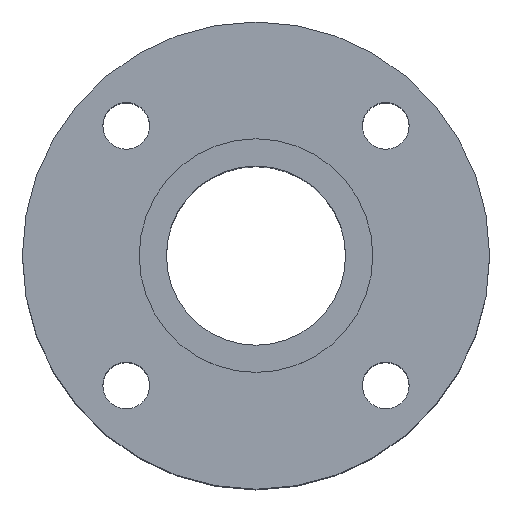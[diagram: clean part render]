
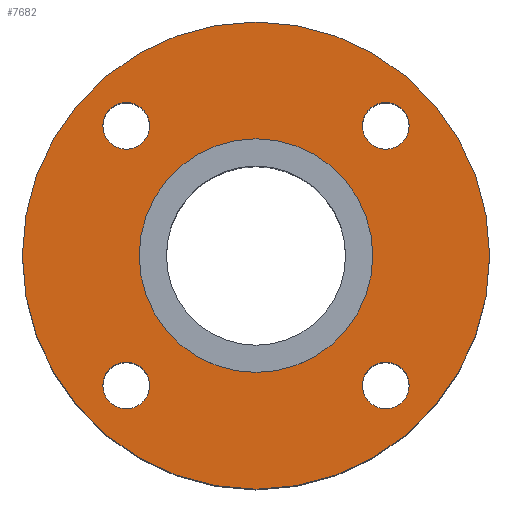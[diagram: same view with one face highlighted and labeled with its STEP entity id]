
A CAD part, top view. The second image highlights one B-rep face of the part: STEP entity #7682.
In plain terms, the highlighted planar face has unit normal (0, 0, 1).
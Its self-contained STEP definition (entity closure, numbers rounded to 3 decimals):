
#19 = AXIS2_PLACEMENT_3D ( 'NONE', #28226, #10128, #5274 ) ;
#98 = ORIENTED_EDGE ( 'NONE', *, *, #1688, .F. ) ;
#299 = ORIENTED_EDGE ( 'NONE', *, *, #26086, .F. ) ;
#366 = CARTESIAN_POINT ( 'NONE',  ( 0., 0., -0.5 ) ) ;
#509 = DIRECTION ( 'NONE',  ( 0., 0., 1. ) ) ;
#1368 = EDGE_CURVE ( 'NONE', #5162, #25490, #5949, .T. ) ;
#1560 = FACE_BOUND ( 'NONE', #12489, .T. ) ;
#1655 = VERTEX_POINT ( 'NONE', #20885 ) ;
#1688 = EDGE_CURVE ( 'NONE', #26799, #28309, #9721, .T. ) ;
#1719 = DIRECTION ( 'NONE',  ( 0., 0., 1. ) ) ;
#2057 = ORIENTED_EDGE ( 'NONE', *, *, #23900, .T. ) ;
#2307 = CARTESIAN_POINT ( 'NONE',  ( 31.891, 38.891, -0.5 ) ) ;
#2853 = CIRCLE ( 'NONE', #6607, 7. ) ;
#3427 = DIRECTION ( 'NONE',  ( 0., 0., 1. ) ) ;
#3692 = CARTESIAN_POINT ( 'NONE',  ( 70., 0., -0.5 ) ) ;
#4172 = DIRECTION ( 'NONE',  ( 0., 1., 0. ) ) ;
#4197 = AXIS2_PLACEMENT_3D ( 'NONE', #18935, #21140, #18792 ) ;
#4747 = ORIENTED_EDGE ( 'NONE', *, *, #22697, .T. ) ;
#5134 = AXIS2_PLACEMENT_3D ( 'NONE', #15584, #1719, #10718 ) ;
#5162 = VERTEX_POINT ( 'NONE', #22157 ) ;
#5274 = DIRECTION ( 'NONE',  ( -1., 0., 0. ) ) ;
#5949 = CIRCLE ( 'NONE', #6870, 35. ) ;
#6518 = CIRCLE ( 'NONE', #5134, 35. ) ;
#6607 = AXIS2_PLACEMENT_3D ( 'NONE', #24712, #12781, #21779 ) ;
#6870 = AXIS2_PLACEMENT_3D ( 'NONE', #21560, #23486, #16564 ) ;
#7263 = CIRCLE ( 'NONE', #11001, 70. ) ;
#7682 = ADVANCED_FACE ( 'NONE', ( #21772, #8493, #1560, #8788, #17934, #15282 ), #29116, .F. ) ;
#8175 = DIRECTION ( 'NONE',  ( 1., 0., 0. ) ) ;
#8438 = VERTEX_POINT ( 'NONE', #26019 ) ;
#8493 = FACE_BOUND ( 'NONE', #14129, .T. ) ;
#8788 = FACE_BOUND ( 'NONE', #28876, .T. ) ;
#9125 = ORIENTED_EDGE ( 'NONE', *, *, #11534, .F. ) ;
#9653 = ORIENTED_EDGE ( 'NONE', *, *, #24437, .F. ) ;
#9721 = CIRCLE ( 'NONE', #22905, 7. ) ;
#10128 = DIRECTION ( 'NONE',  ( 0., 0., 1. ) ) ;
#10209 = DIRECTION ( 'NONE',  ( 0., 0., 1. ) ) ;
#10349 = CARTESIAN_POINT ( 'NONE',  ( 38.891, -38.891, -0.5 ) ) ;
#10677 = CARTESIAN_POINT ( 'NONE',  ( 31.891, -38.891, -0.5 ) ) ;
#10718 = DIRECTION ( 'NONE',  ( 1., 0., 0. ) ) ;
#10768 = DIRECTION ( 'NONE',  ( 0., 0., 1. ) ) ;
#10851 = ORIENTED_EDGE ( 'NONE', *, *, #1368, .F. ) ;
#10914 = DIRECTION ( 'NONE',  ( 0., -1., 0. ) ) ;
#10970 = EDGE_LOOP ( 'NONE', ( #17334, #10851 ) ) ;
#11001 = AXIS2_PLACEMENT_3D ( 'NONE', #19206, #10209, #16556 ) ;
#11149 = DIRECTION ( 'NONE',  ( -1., 0., 0. ) ) ;
#11212 = CIRCLE ( 'NONE', #16874, 7. ) ;
#11230 = CARTESIAN_POINT ( 'NONE',  ( -45.891, 38.891, -0.5 ) ) ;
#11534 = EDGE_CURVE ( 'NONE', #13277, #16369, #15703, .T. ) ;
#11777 = CIRCLE ( 'NONE', #19757, 7. ) ;
#12489 = EDGE_LOOP ( 'NONE', ( #9125, #14914 ) ) ;
#12781 = DIRECTION ( 'NONE',  ( 0., 0., 1. ) ) ;
#13073 = AXIS2_PLACEMENT_3D ( 'NONE', #21868, #28775, #4172 ) ;
#13277 = VERTEX_POINT ( 'NONE', #19410 ) ;
#13574 = VERTEX_POINT ( 'NONE', #3692 ) ;
#13813 = AXIS2_PLACEMENT_3D ( 'NONE', #25613, #21490, #28104 ) ;
#13976 = AXIS2_PLACEMENT_3D ( 'NONE', #26609, #17488, #11149 ) ;
#14129 = EDGE_LOOP ( 'NONE', ( #299, #24761 ) ) ;
#14245 = EDGE_LOOP ( 'NONE', ( #9653, #14953 ) ) ;
#14369 = EDGE_CURVE ( 'NONE', #16369, #13277, #23906, .T. ) ;
#14914 = ORIENTED_EDGE ( 'NONE', *, *, #14369, .F. ) ;
#14953 = ORIENTED_EDGE ( 'NONE', *, *, #22827, .F. ) ;
#15282 = FACE_OUTER_BOUND ( 'NONE', #20447, .T. ) ;
#15478 = EDGE_CURVE ( 'NONE', #28309, #26799, #11212, .T. ) ;
#15584 = CARTESIAN_POINT ( 'NONE',  ( 0., 0., -0.5 ) ) ;
#15695 = DIRECTION ( 'NONE',  ( 1., 0., 0. ) ) ;
#15703 = CIRCLE ( 'NONE', #13813, 7. ) ;
#16021 = AXIS2_PLACEMENT_3D ( 'NONE', #366, #509, #15695 ) ;
#16030 = VERTEX_POINT ( 'NONE', #10677 ) ;
#16369 = VERTEX_POINT ( 'NONE', #11230 ) ;
#16556 = DIRECTION ( 'NONE',  ( 1., 0., 0. ) ) ;
#16564 = DIRECTION ( 'NONE',  ( 1., 0., 0. ) ) ;
#16874 = AXIS2_PLACEMENT_3D ( 'NONE', #16994, #3427, #17131 ) ;
#16878 = DIRECTION ( 'NONE',  ( 0., 0., 1. ) ) ;
#16994 = CARTESIAN_POINT ( 'NONE',  ( 38.891, 38.891, -0.5 ) ) ;
#17009 = EDGE_CURVE ( 'NONE', #25490, #5162, #6518, .T. ) ;
#17131 = DIRECTION ( 'NONE',  ( 1., 0., 0. ) ) ;
#17334 = ORIENTED_EDGE ( 'NONE', *, *, #17009, .F. ) ;
#17488 = DIRECTION ( 'NONE',  ( 0., 0., -1. ) ) ;
#17843 = CIRCLE ( 'NONE', #19, 7. ) ;
#17890 = CIRCLE ( 'NONE', #16021, 70. ) ;
#17934 = FACE_BOUND ( 'NONE', #10970, .T. ) ;
#18792 = DIRECTION ( 'NONE',  ( -1., 0., 0. ) ) ;
#18935 = CARTESIAN_POINT ( 'NONE',  ( -38.891, -38.891, -0.5 ) ) ;
#19206 = CARTESIAN_POINT ( 'NONE',  ( 0., 0., -0.5 ) ) ;
#19251 = CARTESIAN_POINT ( 'NONE',  ( 38.891, 38.891, -0.5 ) ) ;
#19410 = CARTESIAN_POINT ( 'NONE',  ( -31.891, 38.891, -0.5 ) ) ;
#19757 = AXIS2_PLACEMENT_3D ( 'NONE', #10349, #10768, #10914 ) ;
#20447 = EDGE_LOOP ( 'NONE', ( #2057, #4747 ) ) ;
#20485 = VERTEX_POINT ( 'NONE', #27644 ) ;
#20512 = CARTESIAN_POINT ( 'NONE',  ( 35., 0., -0.5 ) ) ;
#20885 = CARTESIAN_POINT ( 'NONE',  ( -70., 0., -0.5 ) ) ;
#21140 = DIRECTION ( 'NONE',  ( 0., 0., 1. ) ) ;
#21490 = DIRECTION ( 'NONE',  ( 0., 0., 1. ) ) ;
#21560 = CARTESIAN_POINT ( 'NONE',  ( 0., 0., -0.5 ) ) ;
#21772 = FACE_BOUND ( 'NONE', #14245, .T. ) ;
#21779 = DIRECTION ( 'NONE',  ( 0., -1., 0. ) ) ;
#21868 = CARTESIAN_POINT ( 'NONE',  ( -38.891, 38.891, -0.5 ) ) ;
#22157 = CARTESIAN_POINT ( 'NONE',  ( -35., 0., -0.5 ) ) ;
#22191 = ORIENTED_EDGE ( 'NONE', *, *, #15478, .F. ) ;
#22427 = VERTEX_POINT ( 'NONE', #25887 ) ;
#22585 = CIRCLE ( 'NONE', #4197, 7. ) ;
#22697 = EDGE_CURVE ( 'NONE', #1655, #13574, #7263, .T. ) ;
#22827 = EDGE_CURVE ( 'NONE', #16030, #20485, #11777, .T. ) ;
#22905 = AXIS2_PLACEMENT_3D ( 'NONE', #19251, #16878, #8175 ) ;
#23486 = DIRECTION ( 'NONE',  ( 0., 0., 1. ) ) ;
#23900 = EDGE_CURVE ( 'NONE', #13574, #1655, #17890, .T. ) ;
#23906 = CIRCLE ( 'NONE', #13073, 7. ) ;
#24270 = CARTESIAN_POINT ( 'NONE',  ( 45.891, 38.891, -0.5 ) ) ;
#24437 = EDGE_CURVE ( 'NONE', #20485, #16030, #2853, .T. ) ;
#24592 = EDGE_CURVE ( 'NONE', #22427, #8438, #17843, .T. ) ;
#24712 = CARTESIAN_POINT ( 'NONE',  ( 38.891, -38.891, -0.5 ) ) ;
#24761 = ORIENTED_EDGE ( 'NONE', *, *, #24592, .F. ) ;
#25490 = VERTEX_POINT ( 'NONE', #20512 ) ;
#25613 = CARTESIAN_POINT ( 'NONE',  ( -38.891, 38.891, -0.5 ) ) ;
#25887 = CARTESIAN_POINT ( 'NONE',  ( -45.891, -38.891, -0.5 ) ) ;
#26019 = CARTESIAN_POINT ( 'NONE',  ( -31.891, -38.891, -0.5 ) ) ;
#26086 = EDGE_CURVE ( 'NONE', #8438, #22427, #22585, .T. ) ;
#26609 = CARTESIAN_POINT ( 'NONE',  ( 0., 35., -0.5 ) ) ;
#26799 = VERTEX_POINT ( 'NONE', #24270 ) ;
#27644 = CARTESIAN_POINT ( 'NONE',  ( 45.891, -38.891, -0.5 ) ) ;
#28104 = DIRECTION ( 'NONE',  ( 0., 1., 0. ) ) ;
#28226 = CARTESIAN_POINT ( 'NONE',  ( -38.891, -38.891, -0.5 ) ) ;
#28309 = VERTEX_POINT ( 'NONE', #2307 ) ;
#28775 = DIRECTION ( 'NONE',  ( 0., 0., 1. ) ) ;
#28876 = EDGE_LOOP ( 'NONE', ( #98, #22191 ) ) ;
#29116 = PLANE ( 'NONE',  #13976 ) ;
